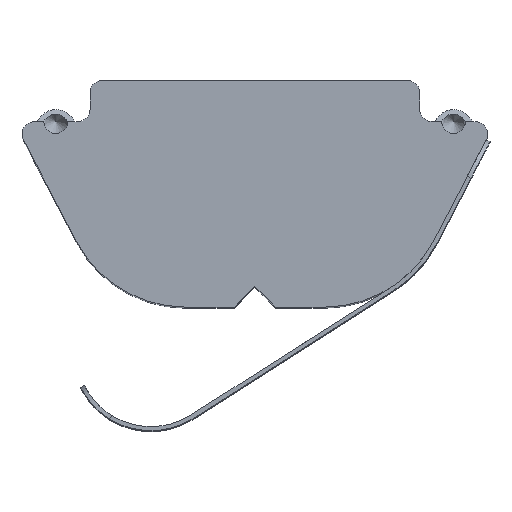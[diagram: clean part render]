
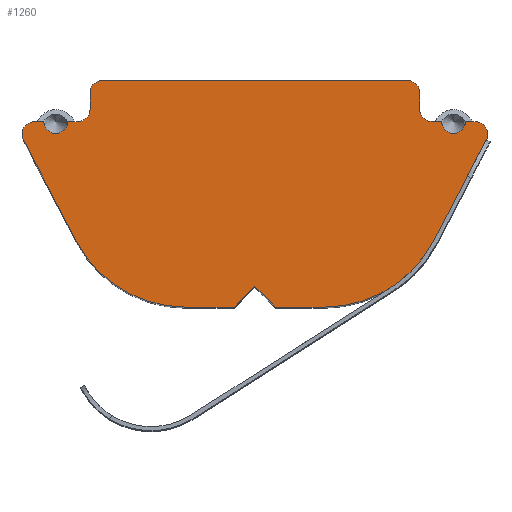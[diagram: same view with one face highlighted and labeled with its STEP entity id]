
A CAD part, top view. The second image highlights one B-rep face of the part: STEP entity #1260.
In plain terms, the highlighted planar face has unit normal (0, 0, 1).
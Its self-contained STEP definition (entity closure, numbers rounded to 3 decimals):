
#76=CIRCLE('',#1373,0.29);
#77=CIRCLE('',#1381,0.29);
#78=CIRCLE('',#1383,3.);
#79=CIRCLE('',#1388,3.);
#80=CIRCLE('',#1391,0.3);
#81=CIRCLE('',#1393,0.3);
#82=CIRCLE('',#1396,0.3);
#83=CIRCLE('',#1399,0.3);
#84=CIRCLE('',#1402,0.3);
#85=CIRCLE('',#1404,0.3);
#118=PLANE('',#1405);
#181=FACE_OUTER_BOUND('',#245,.T.);
#245=EDGE_LOOP('',(#1149,#1150,#1151,#1152,#1153,#1154,#1155,#1156,#1157,
#1158,#1159,#1160,#1161,#1162,#1163,#1164,#1165,#1166,#1167,#1168,#1169,
#1170,#1171,#1172,#1173,#1174,#1175));
#293=LINE('',#2046,#407);
#297=LINE('',#2070,#411);
#302=LINE('',#2079,#416);
#304=LINE('',#2083,#418);
#324=LINE('',#2149,#438);
#327=LINE('',#2155,#441);
#332=LINE('',#2172,#446);
#333=LINE('',#2177,#447);
#335=LINE('',#2188,#449);
#336=LINE('',#2193,#450);
#340=LINE('',#2201,#454);
#341=LINE('',#2203,#455);
#346=LINE('',#2215,#460);
#349=LINE('',#2225,#463);
#352=LINE('',#2235,#466);
#355=LINE('',#2243,#469);
#358=LINE('',#2251,#472);
#407=VECTOR('',#1555,10.);
#411=VECTOR('',#1579,10.);
#416=VECTOR('',#1586,10.);
#418=VECTOR('',#1590,10.);
#438=VECTOR('',#1646,10.);
#441=VECTOR('',#1649,10.);
#446=VECTOR('',#1670,10.);
#447=VECTOR('',#1675,10.);
#449=VECTOR('',#1687,10.);
#450=VECTOR('',#1692,10.);
#454=VECTOR('',#1700,10.);
#455=VECTOR('',#1701,10.);
#460=VECTOR('',#1716,10.);
#463=VECTOR('',#1729,10.);
#466=VECTOR('',#1742,10.);
#469=VECTOR('',#1751,10.);
#472=VECTOR('',#1760,10.);
#540=VERTEX_POINT('',#2043);
#541=VERTEX_POINT('',#2045);
#550=VERTEX_POINT('',#2067);
#551=VERTEX_POINT('',#2069);
#554=VERTEX_POINT('',#2077);
#555=VERTEX_POINT('',#2081);
#582=VERTEX_POINT('',#2146);
#583=VERTEX_POINT('',#2148);
#585=VERTEX_POINT('',#2152);
#586=VERTEX_POINT('',#2154);
#590=VERTEX_POINT('',#2171);
#592=VERTEX_POINT('',#2175);
#594=VERTEX_POINT('',#2184);
#595=VERTEX_POINT('',#2185);
#596=VERTEX_POINT('',#2187);
#598=VERTEX_POINT('',#2191);
#600=VERTEX_POINT('',#2199);
#601=VERTEX_POINT('',#2202);
#603=VERTEX_POINT('',#2210);
#604=VERTEX_POINT('',#2220);
#605=VERTEX_POINT('',#2224);
#606=VERTEX_POINT('',#2230);
#607=VERTEX_POINT('',#2234);
#608=VERTEX_POINT('',#2238);
#609=VERTEX_POINT('',#2242);
#610=VERTEX_POINT('',#2246);
#611=VERTEX_POINT('',#2250);
#693=EDGE_CURVE('',#541,#540,#293,.T.);
#705=EDGE_CURVE('',#551,#550,#297,.T.);
#710=EDGE_CURVE('',#550,#554,#302,.T.);
#712=EDGE_CURVE('',#554,#555,#304,.T.);
#745=EDGE_CURVE('',#583,#582,#324,.T.);
#748=EDGE_CURVE('',#586,#585,#327,.T.);
#757=EDGE_CURVE('',#590,#583,#332,.T.);
#760=EDGE_CURVE('',#585,#592,#333,.T.);
#762=EDGE_CURVE('',#592,#590,#76,.T.);
#764=EDGE_CURVE('',#596,#594,#335,.T.);
#767=EDGE_CURVE('',#595,#598,#336,.T.);
#771=EDGE_CURVE('',#594,#600,#340,.T.);
#772=EDGE_CURVE('',#601,#595,#341,.T.);
#775=EDGE_CURVE('',#598,#596,#77,.T.);
#776=EDGE_CURVE('',#603,#541,#78,.T.);
#779=EDGE_CURVE('',#555,#603,#346,.T.);
#781=EDGE_CURVE('',#604,#551,#79,.T.);
#783=EDGE_CURVE('',#605,#604,#349,.T.);
#785=EDGE_CURVE('',#582,#605,#80,.T.);
#786=EDGE_CURVE('',#606,#586,#81,.T.);
#788=EDGE_CURVE('',#607,#606,#352,.T.);
#790=EDGE_CURVE('',#608,#607,#82,.T.);
#792=EDGE_CURVE('',#609,#608,#355,.T.);
#794=EDGE_CURVE('',#610,#609,#83,.T.);
#796=EDGE_CURVE('',#611,#610,#358,.T.);
#798=EDGE_CURVE('',#600,#611,#84,.T.);
#799=EDGE_CURVE('',#540,#601,#85,.T.);
#1149=ORIENTED_EDGE('',*,*,#757,.T.);
#1150=ORIENTED_EDGE('',*,*,#745,.T.);
#1151=ORIENTED_EDGE('',*,*,#785,.T.);
#1152=ORIENTED_EDGE('',*,*,#783,.T.);
#1153=ORIENTED_EDGE('',*,*,#781,.T.);
#1154=ORIENTED_EDGE('',*,*,#705,.T.);
#1155=ORIENTED_EDGE('',*,*,#710,.T.);
#1156=ORIENTED_EDGE('',*,*,#712,.T.);
#1157=ORIENTED_EDGE('',*,*,#779,.T.);
#1158=ORIENTED_EDGE('',*,*,#776,.T.);
#1159=ORIENTED_EDGE('',*,*,#693,.T.);
#1160=ORIENTED_EDGE('',*,*,#799,.T.);
#1161=ORIENTED_EDGE('',*,*,#772,.T.);
#1162=ORIENTED_EDGE('',*,*,#767,.T.);
#1163=ORIENTED_EDGE('',*,*,#775,.T.);
#1164=ORIENTED_EDGE('',*,*,#764,.T.);
#1165=ORIENTED_EDGE('',*,*,#771,.T.);
#1166=ORIENTED_EDGE('',*,*,#798,.T.);
#1167=ORIENTED_EDGE('',*,*,#796,.T.);
#1168=ORIENTED_EDGE('',*,*,#794,.T.);
#1169=ORIENTED_EDGE('',*,*,#792,.T.);
#1170=ORIENTED_EDGE('',*,*,#790,.T.);
#1171=ORIENTED_EDGE('',*,*,#788,.T.);
#1172=ORIENTED_EDGE('',*,*,#786,.T.);
#1173=ORIENTED_EDGE('',*,*,#748,.T.);
#1174=ORIENTED_EDGE('',*,*,#760,.T.);
#1175=ORIENTED_EDGE('',*,*,#762,.T.);
#1260=ADVANCED_FACE('',(#181),#118,.T.);
#1373=AXIS2_PLACEMENT_3D('',#2182,#1681,#1682);
#1381=AXIS2_PLACEMENT_3D('',#2208,#1706,#1707);
#1383=AXIS2_PLACEMENT_3D('',#2211,#1710,#1711);
#1388=AXIS2_PLACEMENT_3D('',#2221,#1724,#1725);
#1391=AXIS2_PLACEMENT_3D('',#2228,#1733,#1734);
#1393=AXIS2_PLACEMENT_3D('',#2231,#1737,#1738);
#1396=AXIS2_PLACEMENT_3D('',#2239,#1746,#1747);
#1399=AXIS2_PLACEMENT_3D('',#2247,#1755,#1756);
#1402=AXIS2_PLACEMENT_3D('',#2254,#1764,#1765);
#1404=AXIS2_PLACEMENT_3D('',#2256,#1768,#1769);
#1405=AXIS2_PLACEMENT_3D('',#2257,#1770,#1771);
#1555=DIRECTION('',(0.462,0.887,0.));
#1579=DIRECTION('',(1.,0.,0.));
#1586=DIRECTION('',(0.707,0.707,0.));
#1590=DIRECTION('',(0.707,-0.707,0.));
#1646=DIRECTION('',(-1.,0.,0.));
#1649=DIRECTION('',(-1.,0.,0.));
#1670=DIRECTION('',(-1.,0.,0.));
#1675=DIRECTION('',(-1.,0.,0.));
#1681=DIRECTION('center_axis',(0.,0.,-1.));
#1682=DIRECTION('ref_axis',(1.,0.,0.));
#1687=DIRECTION('',(-1.,0.,0.));
#1692=DIRECTION('',(-1.,0.,0.));
#1700=DIRECTION('',(-1.,0.,0.));
#1701=DIRECTION('',(-1.,0.,0.));
#1706=DIRECTION('center_axis',(0.,0.,-1.));
#1707=DIRECTION('ref_axis',(1.,0.,0.));
#1710=DIRECTION('center_axis',(0.,0.,1.));
#1711=DIRECTION('ref_axis',(0.,-1.,0.));
#1716=DIRECTION('',(1.,0.,0.));
#1724=DIRECTION('center_axis',(0.,0.,1.));
#1725=DIRECTION('ref_axis',(-0.887,-0.462,0.));
#1729=DIRECTION('',(0.462,-0.887,0.));
#1733=DIRECTION('center_axis',(0.,0.,1.));
#1734=DIRECTION('ref_axis',(0.,1.,0.));
#1737=DIRECTION('center_axis',(0.,0.,-1.));
#1738=DIRECTION('ref_axis',(0.,1.,0.));
#1742=DIRECTION('',(0.,-1.,0.));
#1746=DIRECTION('center_axis',(0.,0.,1.));
#1747=DIRECTION('ref_axis',(0.,1.,0.));
#1751=DIRECTION('',(-1.,0.,0.));
#1755=DIRECTION('center_axis',(0.,0.,1.));
#1756=DIRECTION('ref_axis',(1.,0.,0.));
#1760=DIRECTION('',(0.,1.,0.));
#1764=DIRECTION('center_axis',(0.,0.,-1.));
#1765=DIRECTION('ref_axis',(1.,0.,0.));
#1768=DIRECTION('center_axis',(0.,0.,1.));
#1769=DIRECTION('ref_axis',(0.887,-0.462,0.));
#1770=DIRECTION('center_axis',(0.,0.,1.));
#1771=DIRECTION('ref_axis',(1.,0.,0.));
#2043=CARTESIAN_POINT('',(5.616,-0.439,8.));
#2045=CARTESIAN_POINT('',(4.342,-2.885,8.));
#2046=CARTESIAN_POINT('',(4.342,-2.885,8.));
#2067=CARTESIAN_POINT('',(-0.5,-4.5,8.));
#2069=CARTESIAN_POINT('',(-1.681,-4.5,8.));
#2070=CARTESIAN_POINT('',(-1.681,-4.5,8.));
#2077=CARTESIAN_POINT('',(0.,-4.,8.));
#2079=CARTESIAN_POINT('',(-0.5,-4.5,8.));
#2081=CARTESIAN_POINT('',(0.5,-4.5,8.));
#2083=CARTESIAN_POINT('',(0.,-4.,8.));
#2146=CARTESIAN_POINT('',(-5.35,0.,8.));
#2148=CARTESIAN_POINT('',(-5.29,0.,8.));
#2149=CARTESIAN_POINT('',(-4.3,0.,8.));
#2152=CARTESIAN_POINT('',(-4.37,0.,8.));
#2154=CARTESIAN_POINT('',(-4.3,0.,8.));
#2155=CARTESIAN_POINT('',(-4.3,0.,8.));
#2171=CARTESIAN_POINT('',(-5.12,0.,8.));
#2172=CARTESIAN_POINT('',(-2.415,0.,8.));
#2175=CARTESIAN_POINT('',(-4.54,0.,8.));
#2177=CARTESIAN_POINT('',(-2.415,0.,8.));
#2182=CARTESIAN_POINT('Origin',(-4.83,0.,8.));
#2184=CARTESIAN_POINT('',(4.36,0.,8.));
#2185=CARTESIAN_POINT('',(5.28,0.,8.));
#2187=CARTESIAN_POINT('',(4.53,0.,8.));
#2188=CARTESIAN_POINT('',(2.41,0.,8.));
#2191=CARTESIAN_POINT('',(5.11,0.,8.));
#2193=CARTESIAN_POINT('',(2.41,0.,8.));
#2199=CARTESIAN_POINT('',(4.3,0.,8.));
#2201=CARTESIAN_POINT('',(5.35,0.,8.));
#2202=CARTESIAN_POINT('',(5.35,0.,8.));
#2203=CARTESIAN_POINT('',(5.35,0.,8.));
#2208=CARTESIAN_POINT('Origin',(4.82,0.,8.));
#2210=CARTESIAN_POINT('',(1.681,-4.5,8.));
#2211=CARTESIAN_POINT('Origin',(1.681,-1.5,8.));
#2215=CARTESIAN_POINT('',(0.5,-4.5,8.));
#2220=CARTESIAN_POINT('',(-4.342,-2.885,8.));
#2221=CARTESIAN_POINT('Origin',(-1.681,-1.5,8.));
#2224=CARTESIAN_POINT('',(-5.616,-0.439,8.));
#2225=CARTESIAN_POINT('',(-5.616,-0.439,8.));
#2228=CARTESIAN_POINT('Origin',(-5.35,-0.3,8.));
#2230=CARTESIAN_POINT('',(-4.,0.3,8.));
#2231=CARTESIAN_POINT('Origin',(-4.3,0.3,8.));
#2234=CARTESIAN_POINT('',(-4.,0.7,8.));
#2235=CARTESIAN_POINT('',(-4.,0.7,8.));
#2238=CARTESIAN_POINT('',(-3.7,1.,8.));
#2239=CARTESIAN_POINT('Origin',(-3.7,0.7,8.));
#2242=CARTESIAN_POINT('',(3.7,1.,8.));
#2243=CARTESIAN_POINT('',(3.7,1.,8.));
#2246=CARTESIAN_POINT('',(4.,0.7,8.));
#2247=CARTESIAN_POINT('Origin',(3.7,0.7,8.));
#2250=CARTESIAN_POINT('',(4.,0.3,8.));
#2251=CARTESIAN_POINT('',(4.,0.3,8.));
#2254=CARTESIAN_POINT('Origin',(4.3,0.3,8.));
#2256=CARTESIAN_POINT('Origin',(5.35,-0.3,8.));
#2257=CARTESIAN_POINT('Origin',(0.,-1.75,8.));
